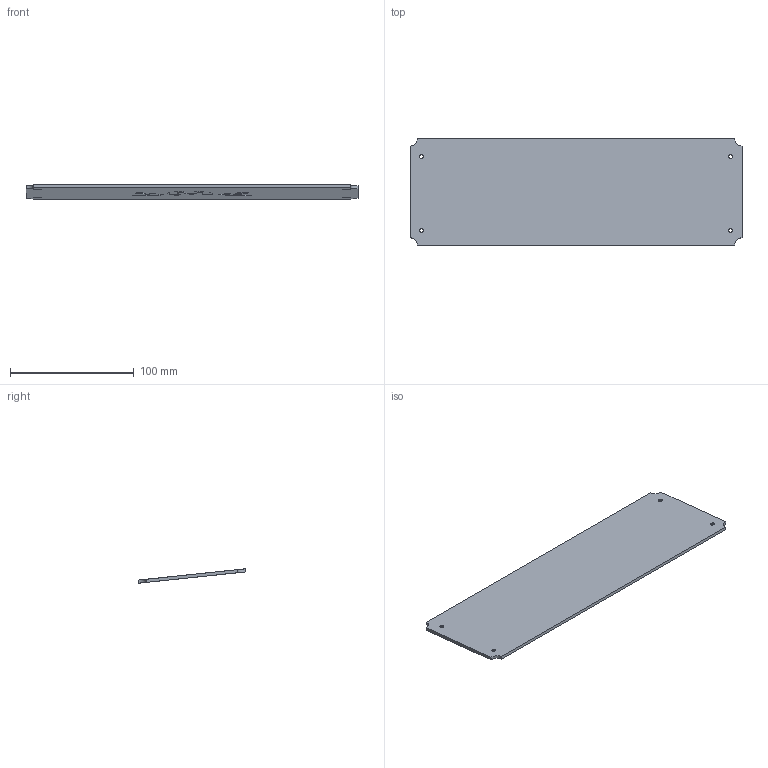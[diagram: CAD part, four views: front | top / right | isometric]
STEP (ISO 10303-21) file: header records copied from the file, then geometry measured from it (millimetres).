
FILE_DESCRIPTION(/* description */ (''),/* implementation_level */ '2;1');
FILE_NAME(/* name */ 'weight-open-source.step',/* time_stamp */ '2023-06-13T00:47:05-05:00',/* author */ (''),/* organization */ (''),/* preprocessor_version */ 'ST-DEVELOPER v19.2',/* originating_system */ 'Autodesk Translation Framework v12.6.0.85',/* authorisation */ '');
FILE_SCHEMA (('AUTOMOTIVE_DESIGN { 1 0 10303 214 3 1 1 }'));
Length unit declared in the file: millimetre
Products named in the file (1): weight-open-source
Bounding box: 268.4 x 86.26 x 11.53 mm (x, y, z)
Volume: 56908.4 mm3; surface area: 48134.4 mm2
Topology: 1 solids, 1 shells, 122 faces, 347 edges, 230 vertices
Faces by surface type: bspline 90, plane 20, cylinder 8, cone 4
Full cylindrical faces by diameter (mm): 3.2 x4
Entity records: 4855 total; most frequent: CARTESIAN_POINT 2230, ORIENTED_EDGE 694, EDGE_CURVE 347, DIRECTION 253, VERTEX_POINT 230, B_SPLINE_CURVE_WITH_KNOTS 180, LINE 147, VECTOR 147
